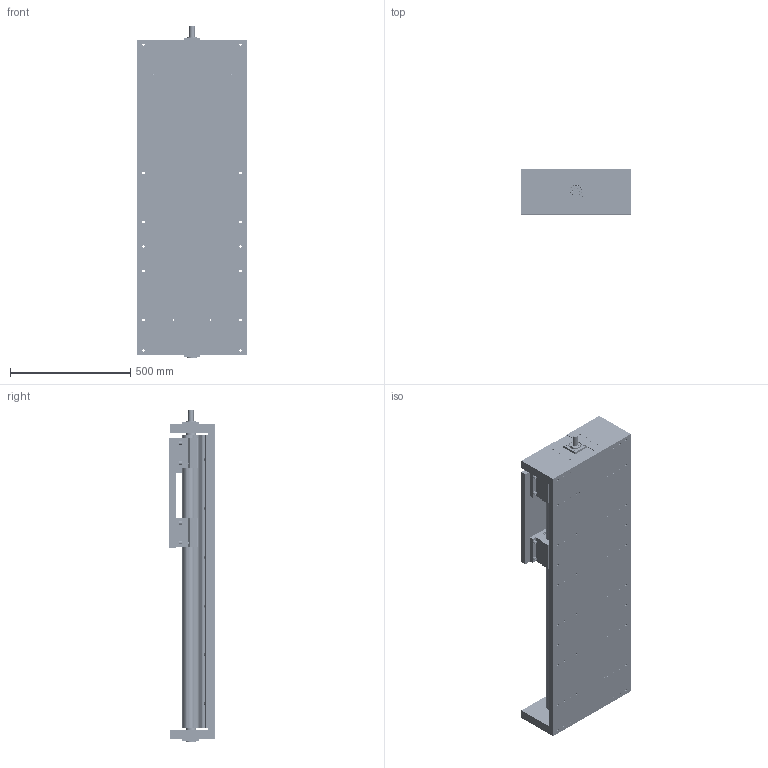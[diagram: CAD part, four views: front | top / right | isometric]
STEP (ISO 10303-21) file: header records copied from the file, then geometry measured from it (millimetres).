
FILE_DESCRIPTION (( 'STEP AP214' ), '1' );
FILE_NAME ('LinearSlide2_008FD709AD.step', '2022-02-28T18:36:03', ( 'localadmin' ), ( 'BOXX Technologies, Inc.' ), 'SwSTEP 2.0', 'SolidWorks 2019', '' );
FILE_SCHEMA (( 'AUTOMOTIVE_DESIGN' ));
Length unit declared in the file: inch
Products named in the file (5): GvD8owk6bM_CADModel_1; GvD8owk6bM_CADModel_0; LinearSlide2_008FD709AD
Assembly tree (2 placements, depth 2):
  GvD8owk6bM_CADModel_0
  LinearSlide2_008FD709AD
    GvD8owk6bM_CADModel_1
    GvD8owk6bM_CADModel_0
  GvD8owk6bM_CADModel_1
Bounding box: 457.2 x 187.32 x 1379.07 mm (x, y, z)
Volume: 42320368.9 mm3; surface area: 4714719.6 mm2
Topology: 139 solids, 143 shells, 4421 faces, 11122 edges, 6862 vertices
Faces by surface type: plane 1616, cylinder 1360, cone 969, torus 316, sphere 144, bspline 16
Entity records: 197334 total; most frequent: CARTESIAN_POINT 33285, DIRECTION 22478, ORIENTED_EDGE 21404, EDGE_CURVE 10702, AXIS2_PLACEMENT_3D 8889, VERTEX_POINT 6674, EDGE_LOOP 5030, LINE 4700
